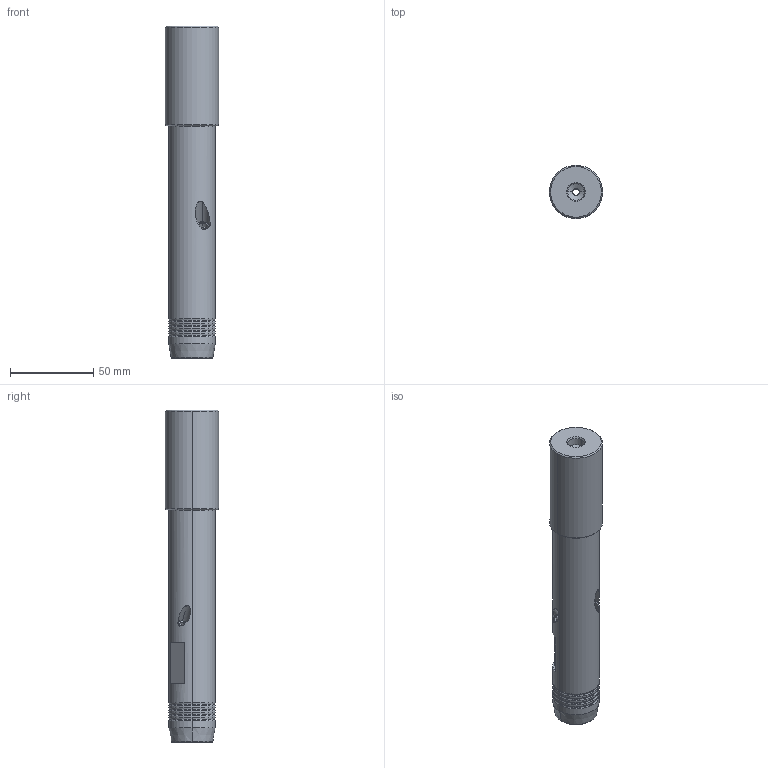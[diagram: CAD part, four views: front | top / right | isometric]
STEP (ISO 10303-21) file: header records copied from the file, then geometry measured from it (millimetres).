
FILE_DESCRIPTION (( 'STEP AP214' ), '1' );
FILE_NAME ('77.032.016 x=140_step.STEP', '2020-09-22T06:21:51', ( '' ), ( '' ), 'SwSTEP 2.0', 'SolidWorks 2018', '' );
FILE_SCHEMA (( 'AUTOMOTIVE_DESIGN' ));
Length unit declared in the file: millimetre
Products named in the file (1): 77.032.016 x=140_step
Bounding box: 32 x 32 x 200 mm (x, y, z)
Volume: 119918.6 mm3; surface area: 38551.8 mm2
Topology: 8 solids, 8 shells, 308 faces, 684 edges, 406 vertices
Faces by surface type: cylinder 110, cone 85, torus 54, plane 49, bspline 6, sphere 4
Entity records: 17432 total; most frequent: CARTESIAN_POINT 7153, DIRECTION 1535, ORIENTED_EDGE 1350, EDGE_CURVE 675, AXIS2_PLACEMENT_3D 656, VERTEX_POINT 403, CIRCLE 353, EDGE_LOOP 338
